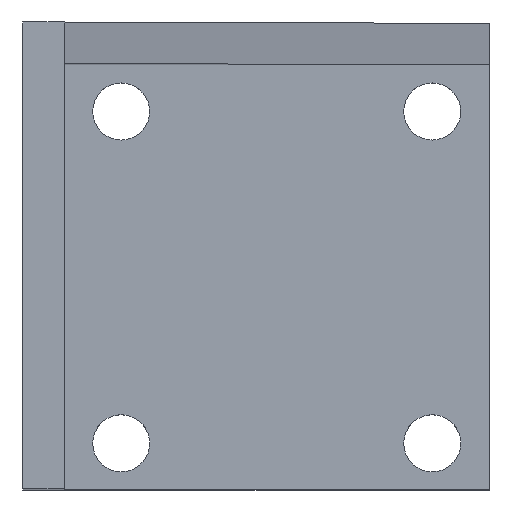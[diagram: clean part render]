
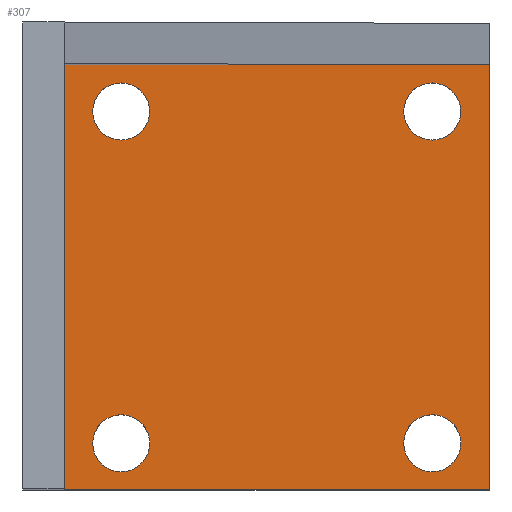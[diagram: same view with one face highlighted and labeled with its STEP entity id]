
A CAD part, top view. The second image highlights one B-rep face of the part: STEP entity #307.
In plain terms, the highlighted planar face has unit normal (0, 0, 1).
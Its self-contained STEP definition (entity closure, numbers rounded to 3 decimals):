
#15=FACE_BOUND('',#60,.T.);
#16=FACE_BOUND('',#61,.T.);
#17=FACE_BOUND('',#62,.T.);
#18=FACE_BOUND('',#63,.T.);
#27=PLANE('',#349);
#43=FACE_OUTER_BOUND('',#59,.T.);
#59=EDGE_LOOP('',(#239,#240,#241,#242));
#60=EDGE_LOOP('',(#243));
#61=EDGE_LOOP('',(#244));
#62=EDGE_LOOP('',(#245));
#63=EDGE_LOOP('',(#246));
#87=LINE('',#485,#115);
#88=LINE('',#487,#116);
#89=LINE('',#489,#117);
#90=LINE('',#490,#118);
#115=VECTOR('',#405,10.);
#116=VECTOR('',#406,10.);
#117=VECTOR('',#407,10.);
#118=VECTOR('',#408,10.);
#138=CIRCLE('',#333,2.75);
#140=CIRCLE('',#336,2.75);
#142=CIRCLE('',#339,2.75);
#144=CIRCLE('',#342,2.75);
#150=VERTEX_POINT('',#449);
#152=VERTEX_POINT('',#455);
#154=VERTEX_POINT('',#461);
#156=VERTEX_POINT('',#467);
#161=VERTEX_POINT('',#483);
#162=VERTEX_POINT('',#484);
#163=VERTEX_POINT('',#486);
#164=VERTEX_POINT('',#488);
#177=EDGE_CURVE('',#150,#150,#138,.T.);
#180=EDGE_CURVE('',#152,#152,#140,.T.);
#183=EDGE_CURVE('',#154,#154,#142,.T.);
#186=EDGE_CURVE('',#156,#156,#144,.T.);
#193=EDGE_CURVE('',#161,#162,#87,.T.);
#194=EDGE_CURVE('',#163,#161,#88,.T.);
#195=EDGE_CURVE('',#163,#164,#89,.T.);
#196=EDGE_CURVE('',#162,#164,#90,.T.);
#239=ORIENTED_EDGE('',*,*,#193,.F.);
#240=ORIENTED_EDGE('',*,*,#194,.F.);
#241=ORIENTED_EDGE('',*,*,#195,.T.);
#242=ORIENTED_EDGE('',*,*,#196,.F.);
#243=ORIENTED_EDGE('',*,*,#177,.T.);
#244=ORIENTED_EDGE('',*,*,#180,.T.);
#245=ORIENTED_EDGE('',*,*,#183,.T.);
#246=ORIENTED_EDGE('',*,*,#186,.T.);
#307=ADVANCED_FACE('',(#43,#15,#16,#17,#18),#27,.F.);
#333=AXIS2_PLACEMENT_3D('',#451,#366,#367);
#336=AXIS2_PLACEMENT_3D('',#457,#373,#374);
#339=AXIS2_PLACEMENT_3D('',#463,#380,#381);
#342=AXIS2_PLACEMENT_3D('',#469,#387,#388);
#349=AXIS2_PLACEMENT_3D('',#482,#403,#404);
#366=DIRECTION('center_axis',(0.,0.,-1.));
#367=DIRECTION('ref_axis',(1.,0.,0.));
#373=DIRECTION('center_axis',(0.,0.,-1.));
#374=DIRECTION('ref_axis',(1.,0.,0.));
#380=DIRECTION('center_axis',(0.,0.,-1.));
#381=DIRECTION('ref_axis',(1.,0.,0.));
#387=DIRECTION('center_axis',(0.,0.,-1.));
#388=DIRECTION('ref_axis',(1.,0.,0.));
#403=DIRECTION('center_axis',(0.,0.,-1.));
#404=DIRECTION('ref_axis',(-1.,0.,0.));
#405=DIRECTION('',(-1.,0.,0.));
#406=DIRECTION('',(0.,-1.,0.));
#407=DIRECTION('',(-1.,0.,0.));
#408=DIRECTION('',(0.,1.,0.));
#449=CARTESIAN_POINT('',(6.75,-40.5,4.));
#451=CARTESIAN_POINT('Origin',(9.5,-40.5,4.));
#455=CARTESIAN_POINT('',(6.75,-8.5,4.));
#457=CARTESIAN_POINT('Origin',(9.5,-8.5,4.));
#461=CARTESIAN_POINT('',(36.75,-40.5,4.));
#463=CARTESIAN_POINT('Origin',(39.5,-40.5,4.));
#467=CARTESIAN_POINT('',(36.75,-8.5,4.));
#469=CARTESIAN_POINT('Origin',(39.5,-8.5,4.));
#482=CARTESIAN_POINT('Origin',(45.,-45.,4.));
#483=CARTESIAN_POINT('',(45.,-45.,4.));
#484=CARTESIAN_POINT('',(4.,-45.,4.));
#485=CARTESIAN_POINT('',(33.75,-45.,4.));
#486=CARTESIAN_POINT('',(45.,-4.,4.));
#487=CARTESIAN_POINT('',(45.,0.,4.));
#488=CARTESIAN_POINT('',(4.,-4.,4.));
#489=CARTESIAN_POINT('',(45.,-4.,4.));
#490=CARTESIAN_POINT('',(4.,-45.,4.));
